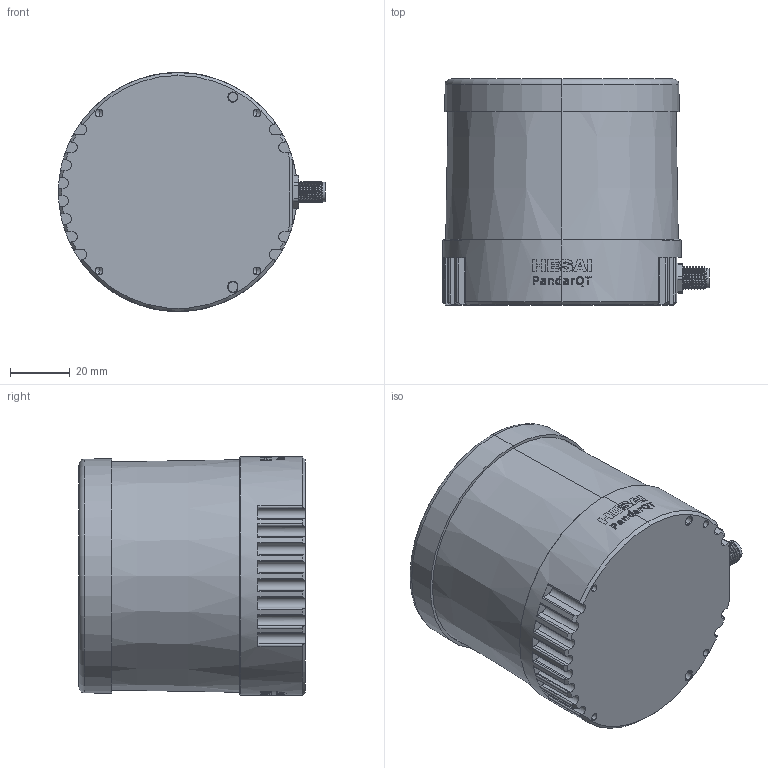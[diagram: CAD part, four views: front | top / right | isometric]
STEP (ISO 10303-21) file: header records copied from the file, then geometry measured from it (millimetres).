
FILE_DESCRIPTION (( 'STEP AP214' ), '1' );
FILE_NAME ('QT64俋夤-假煤霾.STEP', '2021-06-24T08:45:54', ( '' ), ( '' ), 'SwSTEP 2.0', 'SolidWorks 2019', '' );
FILE_SCHEMA (( 'AUTOMOTIVE_DESIGN' ));
Length unit declared in the file: millimetre
Products named in the file (6): QT64俋夤-假煤霾; 21464411-QT一体光罩（镀膜）_V2.0B0; 21167518-菁釱_V2.0B1; 21785910-羲耀嫖欶階裔; 4pin; M8-ѹȦ
Assembly tree (5 placements, depth 2):
  QT64俋夤-假煤霾
    21167518-菁釱_V2.0B1
    21464411-QT一体光罩（镀膜）_V2.0B0
    21785910-羲耀嫖欶階裔
    4pin
    M8-ѹȦ
Bounding box: 89.6 x 75.9 x 80.2 mm (x, y, z)
Volume: 66822.5 mm3; surface area: 74559.1 mm2
Topology: 5 solids, 11 shells, 1167 faces, 3395 edges, 2339 vertices
Faces by surface type: plane 573, cylinder 331, bspline 152, cone 83, sphere 16, torus 12
Entity records: 53894 total; most frequent: CARTESIAN_POINT 20873, ORIENTED_EDGE 6742, DIRECTION 5524, EDGE_CURVE 3371, VERTEX_POINT 2331, LINE 1916, VECTOR 1916, AXIS2_PLACEMENT_3D 1804
